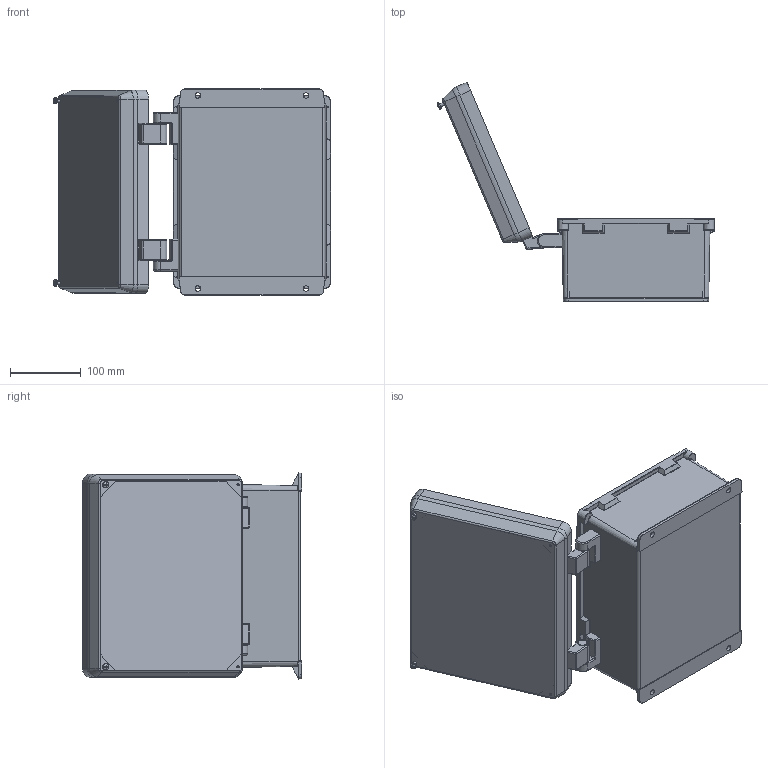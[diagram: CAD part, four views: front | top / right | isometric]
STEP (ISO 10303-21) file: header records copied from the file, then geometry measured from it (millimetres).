
FILE_DESCRIPTION (( 'STEP AP214' ), '1' );
FILE_NAME ('NBN100805-KIT.STEP', '2018-02-23T17:05:18', ( '' ), ( '' ), 'SwSTEP 2.0', 'SolidWorks 2017', '' );
FILE_SCHEMA (( 'AUTOMOTIVE_DESIGN' ));
Length unit declared in the file: inch
Products named in the file (10): XFW-0002; 1BE04-032; 10-32 NEMA PLATE SCREW; NBN_LidScrew; NBN_Hinge_Plug; NBN_Hinge_2; NBN_Hinge_1; NBN100805_Lid; NBN100805_Box; NBN100805-KIT
Assembly tree (27 placements, depth 2):
  NBN100805-KIT
    NBN100805_Box
    NBN100805_Lid
    NBN_Hinge_1  x2
    NBN_Hinge_2  x2
    NBN_Hinge_Plug  x2
    NBN_LidScrew  x2
    10-32 NEMA PLATE SCREW  x12
    1BE04-032
    XFW-0002  x4
Bounding box: 391.92 x 310.14 x 291.44 mm (x, y, z)
Volume: 1299208.4 mm3; surface area: 830002.9 mm2
Topology: 27 solids, 27 shells, 1696 faces, 4076 edges, 2454 vertices
Faces by surface type: plane 620, cylinder 546, cone 304, torus 96, sphere 66, bspline 64
Full cylindrical faces by diameter (mm): 3.861 x8, 4.216 x2, 4.775 x2, 4.826 x4, 6.147 x12, 6.24 x4, 6.35 x4, 7.112 x4, 7.518 x4, 9.296 x12, 9.525 x4, 10.16 x4, 10.922 x2, 12.027 x2, 12.446 x2, 12.497 x2, 13.208 x2
Entity records: 29315 total; most frequent: CARTESIAN_POINT 6924, DIRECTION 4557, ORIENTED_EDGE 4234, EDGE_CURVE 2117, AXIS2_PLACEMENT_3D 1743, VERTEX_POINT 1366, EDGE_LOOP 1239, VECTOR 1071
